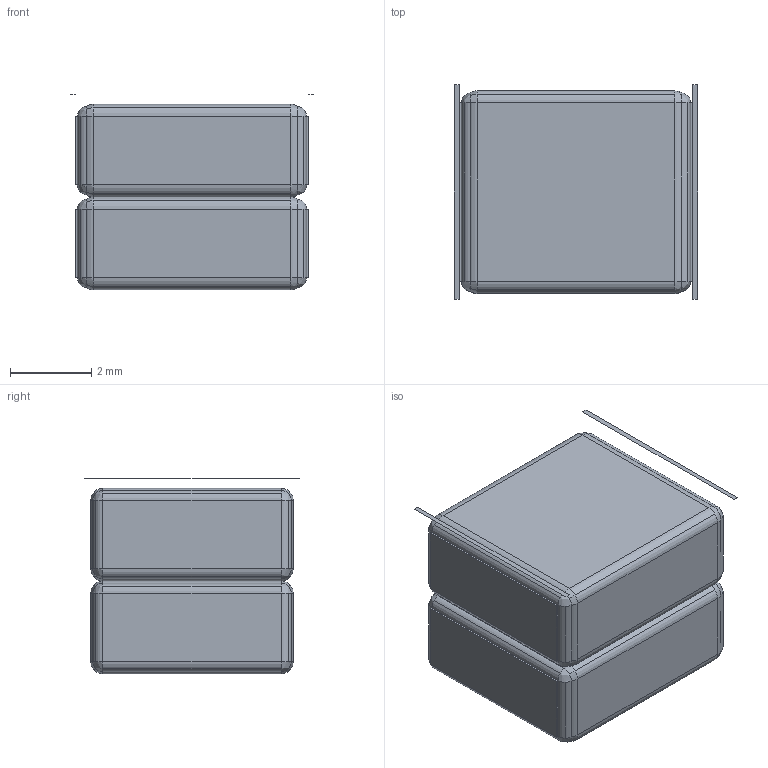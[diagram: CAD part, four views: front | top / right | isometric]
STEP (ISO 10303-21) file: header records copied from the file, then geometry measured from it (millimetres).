
FILE_DESCRIPTION(('STEP AP242'),'1');
FILE_NAME('K-METALCAP_L6.0_W5.3_T5.5_FORM-J_NORMAL_STRUCTURE.stp','2022-02-01T02:04:58',(' '),(' '),'Spatial InterOp 3D',' ',' ');
FILE_SCHEMA(('AP242_MANAGED_MODEL_BASED_3D_ENGINEERING_MIM_LF {1 0 10303 442 1 1 4}'));
Length unit declared in the file: millimetre
Products named in the file (8): K-METALCAP_L6.0_W5.3_T5.5_FORM-J_NORMAL_STRUCTURE; Component1; Component2; Component3; Component4; Component5; Component6; Component7
Assembly tree (7 placements, depth 2):
  K-METALCAP_L6.0_W5.3_T5.5_FORM-J_NORMAL_STRUCTURE
    Component1
    Component2
    Component3
    Component4
    Component5
    Component6
    Component7
Bounding box: 6 x 5.3 x 4.83 mm (x, y, z)
Volume: 128.7 mm3
Topology: 5 solids, 41 shells, 178 faces, 320 edges, 176 vertices
Faces by surface type: cylinder 80, plane 54, sphere 44
Full cylindrical faces by diameter (mm): 0.3 x8, 0.48 x8
Entity records: 5534 total; most frequent: DIRECTION 968, CARTESIAN_POINT 814, ORIENTED_EDGE 792, EDGE_CURVE 396, AXIS2_PLACEMENT_3D 386, VERTEX_POINT 232, CIRCLE 200, LINE 196
